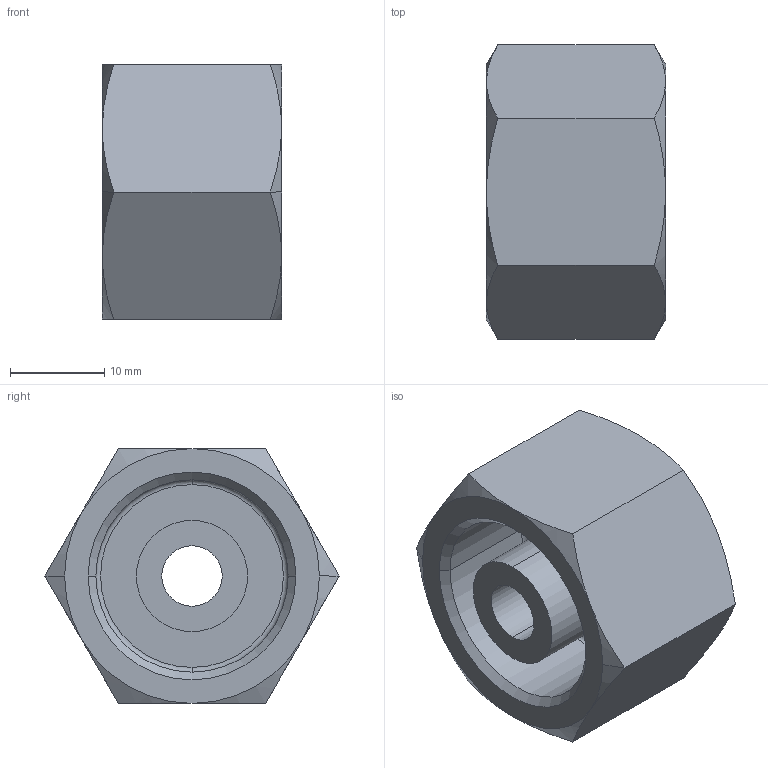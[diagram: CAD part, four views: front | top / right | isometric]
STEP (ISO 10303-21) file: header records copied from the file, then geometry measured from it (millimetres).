
FILE_DESCRIPTION(('STEP AP214'),'1');
FILE_NAME('0166_08_16.stp','2016-07-07T14:22:58',('TraceParts'),('TraceParts S.A.'),'Spatial InterOp 3D',' ',' ');
FILE_SCHEMA(('automotive_design'));
Length unit declared in the file: millimetre
Products named in the file (1): 1
Bounding box: 19 x 31.18 x 27 mm (x, y, z)
Volume: 8492.8 mm3; surface area: 4523.6 mm2
Topology: 1 solids, 1 shells, 41 faces, 90 edges, 54 vertices
Faces by surface type: cone 20, plane 11, cylinder 8, torus 2
Entity records: 1167 total; most frequent: CARTESIAN_POINT 282, DIRECTION 194, ORIENTED_EDGE 180, EDGE_CURVE 90, AXIS2_PLACEMENT_3D 86, VERTEX_POINT 54, EDGE_LOOP 46, CIRCLE 44
